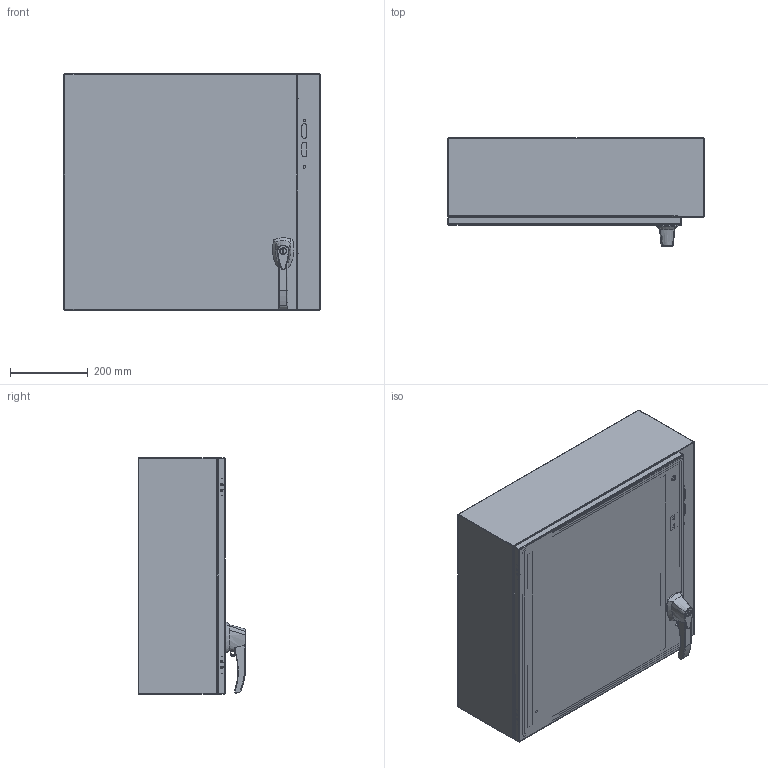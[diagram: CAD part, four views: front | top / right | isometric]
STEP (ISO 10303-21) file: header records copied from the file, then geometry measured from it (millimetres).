
FILE_DESCRIPTION (( 'STEP AP214' ), '1' );
FILE_NAME ('EN4DSC24268SS.STEP', '2019-11-14T14:12:04', ( '' ), ( '' ), 'SwSTEP 2.0', 'SolidWorks 2019', '' );
FILE_SCHEMA (( 'AUTOMOTIVE_DESIGN' ));
Length unit declared in the file: inch
Products named in the file (1): EN4DSC24268SS
Bounding box: 660.4 x 278.18 x 609.6 mm (x, y, z)
Volume: 2689170.6 mm3; surface area: 3210914.8 mm2
Topology: 47 solids, 48 shells, 1047 faces, 2515 edges, 1610 vertices
Faces by surface type: plane 610, cylinder 306, bspline 96, cone 23, torus 12
Full cylindrical faces by diameter (mm): 3.967 x2, 4.369 x2, 4.394 x2, 4.47 x4, 4.572 x2, 4.775 x2, 4.976 x1, 5.461 x2, 5.74 x2, 5.893 x1, 5.918 x1, 6.096 x2, 6.35 x11, 6.502 x1, 6.731 x2, 6.858 x4, 7.137 x4, 7.417 x2, 7.937 x4, 7.938 x2, 8.001 x1, 8.128 x1, 8.255 x1, 8.484 x1, 8.89 x1, 9.525 x5, 10.008 x1, 10.109 x6, 10.211 x2, 10.49 x2
Entity records: 71256 total; most frequent: CARTESIAN_POINT 33954, ORIENTED_EDGE 4652, DIRECTION 4482, EDGE_CURVE 2326, VERTEX_POINT 1587, AXIS2_PLACEMENT_3D 1535, VECTOR 1412, LINE 1412
